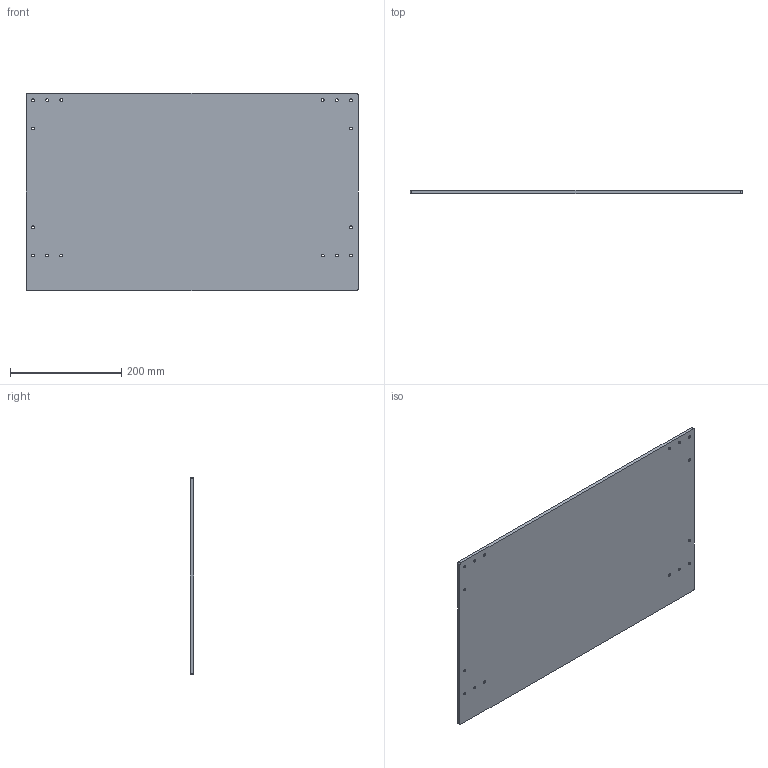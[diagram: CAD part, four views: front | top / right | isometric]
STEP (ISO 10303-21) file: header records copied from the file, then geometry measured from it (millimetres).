
FILE_DESCRIPTION (( 'STEP AP203' ), '1' );
FILE_NAME ('am-5678_tray Robot Cart Driver Station Tray.STEP', '2025-12-08T13:56:01', ( '' ), ( '' ), 'SwSTEP 2.0', 'SolidWorks 2024', '' );
FILE_SCHEMA (( 'CONFIG_CONTROL_DESIGN' ));
Length unit declared in the file: inch
Products named in the file (1): am-5678_tray Robot Cart Driver Station Tray
Bounding box: 596.9 x 5.59 x 355.6 mm (x, y, z)
Volume: 1183165 mm3; surface area: 435660 mm2
Topology: 1 solids, 1 shells, 74 faces, 184 edges, 112 vertices
Faces by surface type: cylinder 36, cone 32, plane 6
Entity records: 2359 total; most frequent: DIRECTION 438, CARTESIAN_POINT 371, ORIENTED_EDGE 368, EDGE_CURVE 184, AXIS2_PLACEMENT_3D 179, VERTEX_POINT 112, EDGE_LOOP 106, CIRCLE 104
